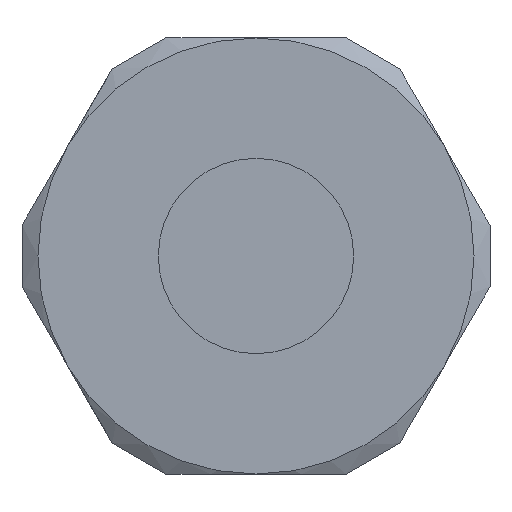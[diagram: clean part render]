
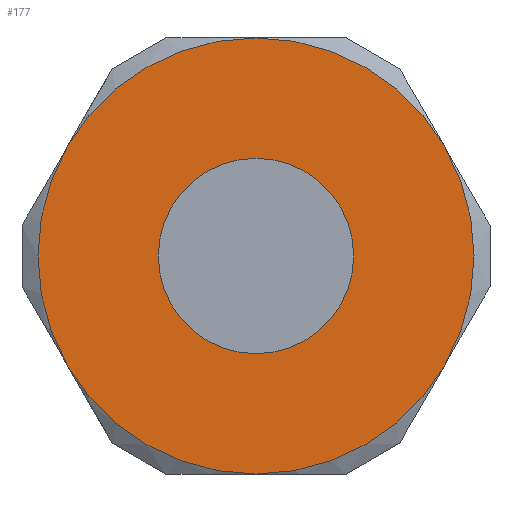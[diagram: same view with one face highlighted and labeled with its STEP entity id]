
A CAD part, left-side view. The second image highlights one B-rep face of the part: STEP entity #177.
In plain terms, the highlighted planar face has unit normal (-1, 0, 0).
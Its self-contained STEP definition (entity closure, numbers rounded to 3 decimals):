
#177 = ADVANCED_FACE( '', ( #390, #391 ), #392, .F. );
#390 = FACE_OUTER_BOUND( '', #671, .T. );
#391 = FACE_BOUND( '', #672, .T. );
#392 = PLANE( '', #673 );
#671 = EDGE_LOOP( '', ( #964, #965, #966, #967, #968, #969 ) );
#672 = EDGE_LOOP( '', ( #970 ) );
#673 = AXIS2_PLACEMENT_3D( '', #971, #972, #973 );
#964 = ORIENTED_EDGE( '', *, *, #1646, .F. );
#965 = ORIENTED_EDGE( '', *, *, #1629, .F. );
#966 = ORIENTED_EDGE( '', *, *, #1647, .F. );
#967 = ORIENTED_EDGE( '', *, *, #1648, .F. );
#968 = ORIENTED_EDGE( '', *, *, #1649, .F. );
#969 = ORIENTED_EDGE( '', *, *, #1650, .F. );
#970 = ORIENTED_EDGE( '', *, *, #1651, .T. );
#971 = CARTESIAN_POINT( '', ( 0., 0., 0. ) );
#972 = DIRECTION( '', ( 1., 0., 0. ) );
#973 = DIRECTION( '', ( 0., 0., -1. ) );
#1629 = EDGE_CURVE( '', #1896, #1897, #1898, .T. );
#1646 = EDGE_CURVE( '', #1897, #1925, #1926, .T. );
#1647 = EDGE_CURVE( '', #1927, #1896, #1928, .T. );
#1648 = EDGE_CURVE( '', #1929, #1927, #1930, .T. );
#1649 = EDGE_CURVE( '', #1931, #1929, #1932, .T. );
#1650 = EDGE_CURVE( '', #1925, #1931, #1933, .T. );
#1651 = EDGE_CURVE( '', #1934, #1934, #1935, .T. );
#1896 = VERTEX_POINT( '', #2287 );
#1897 = VERTEX_POINT( '', #2288 );
#1898 = CIRCLE( '', #2289, 20.5 );
#1925 = VERTEX_POINT( '', #2353 );
#1926 = CIRCLE( '', #2354, 20.5 );
#1927 = VERTEX_POINT( '', #2355 );
#1928 = CIRCLE( '', #2356, 20.5 );
#1929 = VERTEX_POINT( '', #2357 );
#1930 = CIRCLE( '', #2358, 20.5 );
#1931 = VERTEX_POINT( '', #2359 );
#1932 = CIRCLE( '', #2360, 20.5 );
#1933 = CIRCLE( '', #2361, 20.5 );
#1934 = VERTEX_POINT( '', #2362 );
#1935 = CIRCLE( '', #2363, 9.188 );
#2287 = CARTESIAN_POINT( '', ( 0., 0., -20.5 ) );
#2288 = CARTESIAN_POINT( '', ( 0., 17.754, -10.25 ) );
#2289 = AXIS2_PLACEMENT_3D( '', #3161, #3162, #3163 );
#2353 = CARTESIAN_POINT( '', ( 0., 17.754, 10.25 ) );
#2354 = AXIS2_PLACEMENT_3D( '', #3171, #3172, #3173 );
#2355 = CARTESIAN_POINT( '', ( 0., -17.754, -10.25 ) );
#2356 = AXIS2_PLACEMENT_3D( '', #3174, #3175, #3176 );
#2357 = CARTESIAN_POINT( '', ( 0., -17.754, 10.25 ) );
#2358 = AXIS2_PLACEMENT_3D( '', #3177, #3178, #3179 );
#2359 = CARTESIAN_POINT( '', ( 0., 0., 20.5 ) );
#2360 = AXIS2_PLACEMENT_3D( '', #3180, #3181, #3182 );
#2361 = AXIS2_PLACEMENT_3D( '', #3183, #3184, #3185 );
#2362 = CARTESIAN_POINT( '', ( 0., 0., -9.188 ) );
#2363 = AXIS2_PLACEMENT_3D( '', #3186, #3187, #3188 );
#3161 = CARTESIAN_POINT( '', ( 0., 0., 0. ) );
#3162 = DIRECTION( '', ( 1., 0., 0. ) );
#3163 = DIRECTION( '', ( 0., 0., -1. ) );
#3171 = CARTESIAN_POINT( '', ( 0., 0., 0. ) );
#3172 = DIRECTION( '', ( 1., 0., 0. ) );
#3173 = DIRECTION( '', ( 0., 0., -1. ) );
#3174 = CARTESIAN_POINT( '', ( 0., 0., 0. ) );
#3175 = DIRECTION( '', ( 1., 0., 0. ) );
#3176 = DIRECTION( '', ( 0., 0., -1. ) );
#3177 = CARTESIAN_POINT( '', ( 0., 0., 0. ) );
#3178 = DIRECTION( '', ( 1., 0., 0. ) );
#3179 = DIRECTION( '', ( 0., 0., -1. ) );
#3180 = CARTESIAN_POINT( '', ( 0., 0., 0. ) );
#3181 = DIRECTION( '', ( 1., 0., 0. ) );
#3182 = DIRECTION( '', ( 0., 0., -1. ) );
#3183 = CARTESIAN_POINT( '', ( 0., 0., 0. ) );
#3184 = DIRECTION( '', ( 1., 0., 0. ) );
#3185 = DIRECTION( '', ( 0., 0., -1. ) );
#3186 = CARTESIAN_POINT( '', ( 0., 0., 0. ) );
#3187 = DIRECTION( '', ( 1., 0., 0. ) );
#3188 = DIRECTION( '', ( 0., 0., -1. ) );
